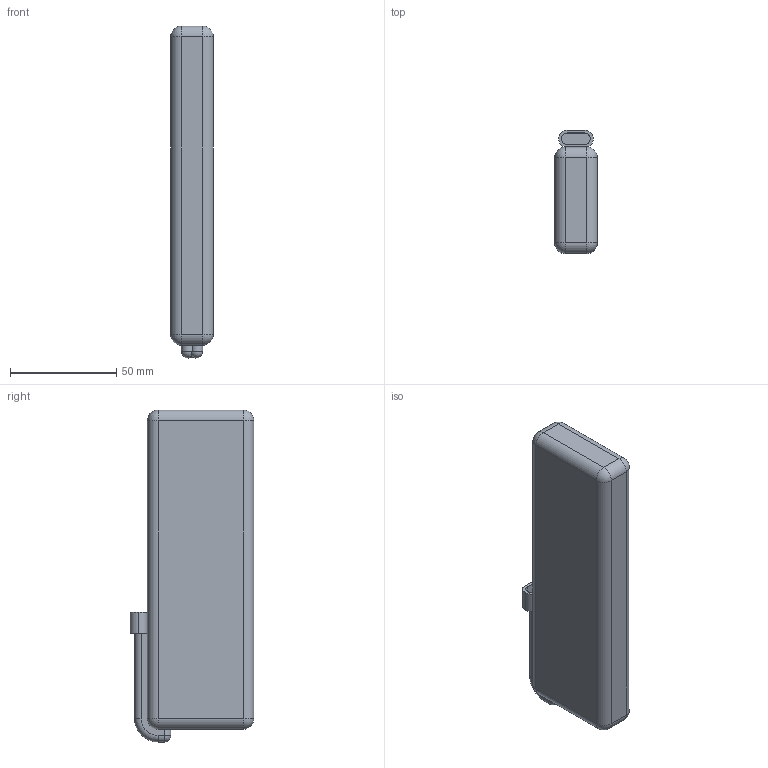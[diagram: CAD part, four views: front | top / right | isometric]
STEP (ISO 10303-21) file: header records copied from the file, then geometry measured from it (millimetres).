
FILE_DESCRIPTION(/* description */ (''),/* implementation_level */ '2;1');
FILE_NAME(/* name */ 'ZIPPY Flightmax 2100mAh 3S1P 30C LiFePo4 Pack v5.step',/* time_stamp */ '2018-04-17T10:22:14-04:00',/* author */ (''),/* organization */ (''),/* preprocessor_version */ 'ST-DEVELOPER v16.13',/* originating_system */ 'Autodesk Translation Framework v6.5.0.72',/* authorisation */ '');
FILE_SCHEMA (('AUTOMOTIVE_DESIGN { 1 0 10303 214 3 1 1 }'));
Length unit declared in the file: millimetre
Products named in the file (1): ZIPPY Flightmax 2100mAh 3S1P 30C LiFePo4 Pack
Bounding box: 20 x 58.08 x 155.99 mm (x, y, z)
Volume: 149264.9 mm3; surface area: 23811.3 mm2
Topology: 3 solids, 3 shells, 61 faces, 132 edges, 78 vertices
Faces by surface type: cylinder 27, plane 22, sphere 10, torus 2
Entity records: 1709 total; most frequent: DIRECTION 314, CARTESIAN_POINT 272, ORIENTED_EDGE 264, EDGE_CURVE 132, AXIS2_PLACEMENT_3D 120, VERTEX_POINT 78, LINE 74, VECTOR 74
